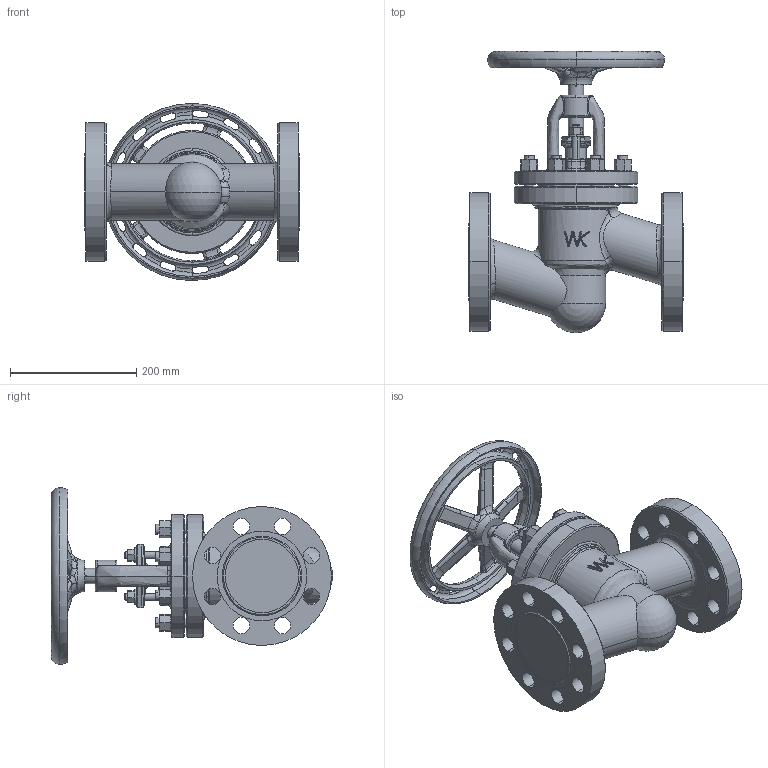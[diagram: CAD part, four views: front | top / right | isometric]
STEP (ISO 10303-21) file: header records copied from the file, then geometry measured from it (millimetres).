
FILE_DESCRIPTION (( 'STEP AP214' ), '1' );
FILE_NAME ('530 DN65 3-1585 katalog.STEP', '2015-02-20T12:37:11', ( '' ), ( '' ), 'SwSTEP 2.0', 'SolidWorks 2015', '' );
FILE_SCHEMA (( 'AUTOMOTIVE_DESIGN' ));
Length unit declared in the file: millimetre
Products named in the file (1): 530 DN65 3-1585 katalog
Bounding box: 340 x 445.5 x 280 mm (x, y, z)
Volume: 7506839.7 mm3; surface area: 618612.7 mm2
Topology: 1 solids, 1 shells, 1029 faces, 2675 edges, 1619 vertices
Faces by surface type: cylinder 302, plane 243, bspline 236, cone 169, torus 60, sphere 19
Entity records: 66205 total; most frequent: CARTESIAN_POINT 35393, ORIENTED_EDGE 5280, DIRECTION 4268, EDGE_CURVE 2640, AXIS2_PLACEMENT_3D 1824, VERTEX_POINT 1617, EDGE_LOOP 1129, CIRCLE 1030
